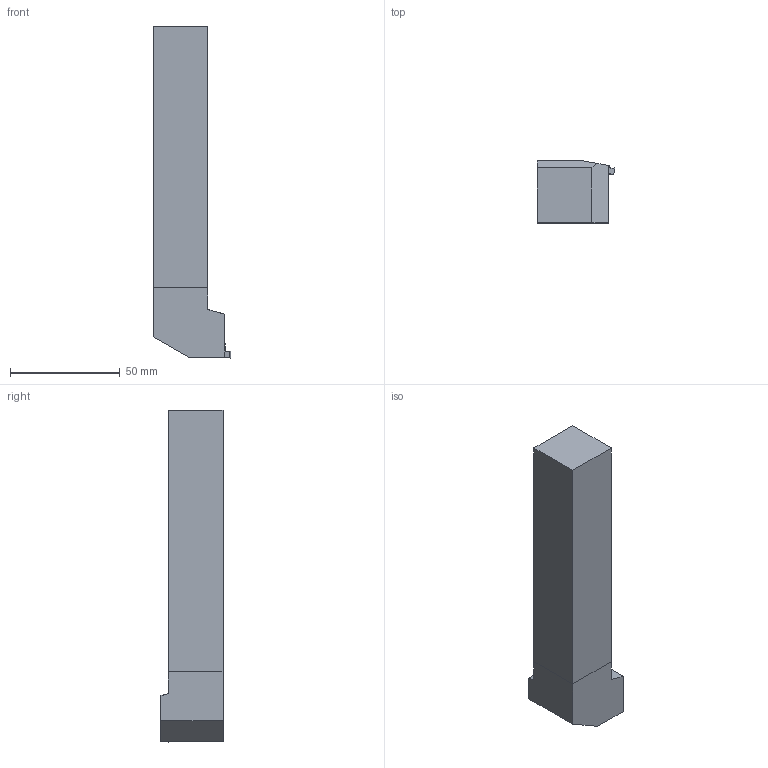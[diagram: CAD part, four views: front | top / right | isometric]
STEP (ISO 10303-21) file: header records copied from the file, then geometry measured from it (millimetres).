
FILE_DESCRIPTION(/* description */ (''),/* implementation_level */ '2;1');
FILE_NAME(/* name */ 'CEAL2525M10D.stp',/* time_stamp */ '2018-03-29T15:43:57+05:00',/* author */ (''),/* organization */ (''),/* preprocessor_version */ 'ST-DEVELOPER v16',/* originating_system */ 'SIEMENS PLM Software NX 11.0',/* authorisation */ '');
FILE_SCHEMA (('AUTOMOTIVE_DESIGN { 1 0 10303 214 3 1 1 1 }'));
Length unit declared in the file: millimetre
Products named in the file (1): CEAL2525M10D
Bounding box: 35.37 x 28.2 x 151 mm (x, y, z)
Volume: 97143 mm3; surface area: 18294.9 mm2
Topology: 3 solids, 3 shells, 37 faces, 91 edges, 60 vertices
Faces by surface type: plane 33, bspline 4
Entity records: 1325 total; most frequent: CARTESIAN_POINT 420, ORIENTED_EDGE 182, DIRECTION 149, EDGE_CURVE 91, LINE 75, VECTOR 75, VERTEX_POINT 60, ADVANCED_FACE 37
